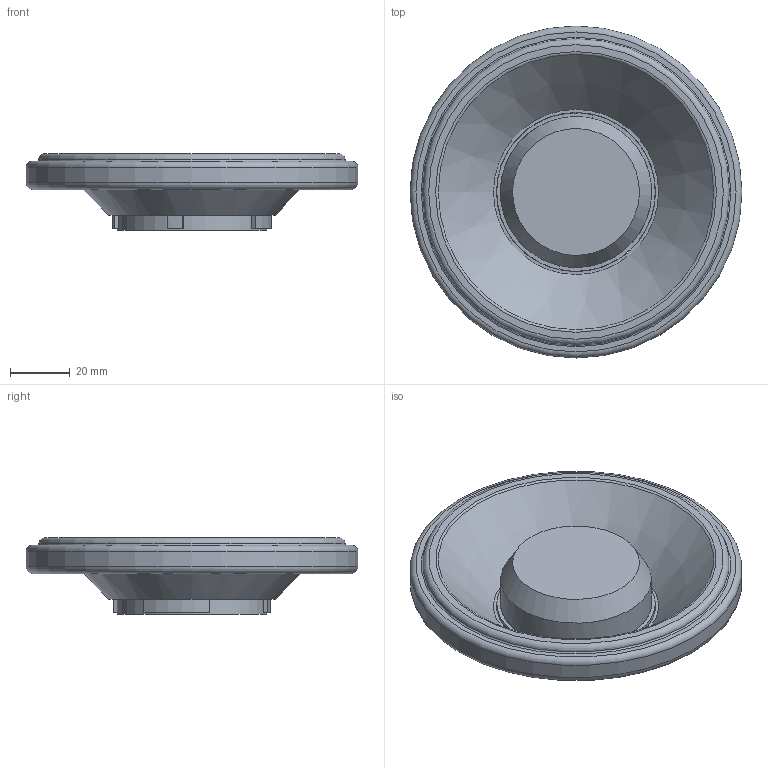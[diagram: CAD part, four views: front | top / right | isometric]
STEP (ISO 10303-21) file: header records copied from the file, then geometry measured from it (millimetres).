
FILE_DESCRIPTION(('STEP AP203'),'1');
FILE_NAME('111MM HYBRIDE REFLECTOR simplified form.step','2014-04-10T12:20:47',(' '),(' '),'Spatial InterOp 3D',' ',' ');
FILE_SCHEMA(('CONFIG_CONTROL_DESIGN'));
Length unit declared in the file: millimetre
Products named in the file (3): 1; 2; 3
Bounding box: 111 x 111 x 25.5 mm (x, y, z)
Volume: 43183.5 mm3; surface area: 38572.9 mm2
Topology: 3 solids, 3 shells, 64 faces, 143 edges, 92 vertices
Faces by surface type: plane 29, cylinder 19, revolution 5, torus 5, cone 4, bspline 2
Full cylindrical faces by diameter (mm): 3.1 x2, 5.8 x2, 26 x1, 50 x1, 50.4 x1, 53 x1, 53.2 x1, 100.1 x1, 106.4 x1, 108.6 x1, 111 x1
Entity records: 3879 total; most frequent: CARTESIAN_POINT 2403, DIRECTION 297, ORIENTED_EDGE 222, AXIS2_PLACEMENT_3D 125, EDGE_CURVE 111, EDGE_LOOP 106, FACE_OUTER_BOUND 87, VERTEX_POINT 87
